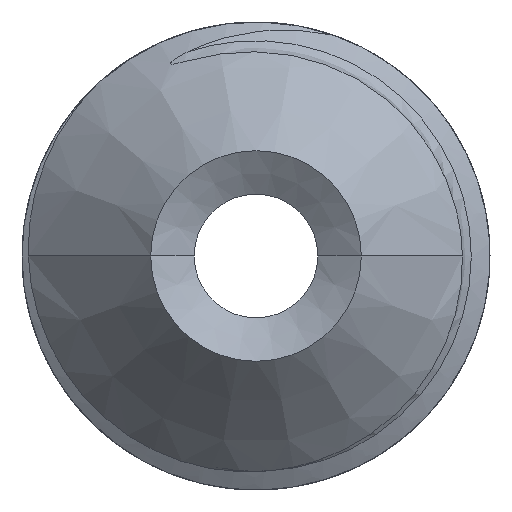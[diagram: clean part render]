
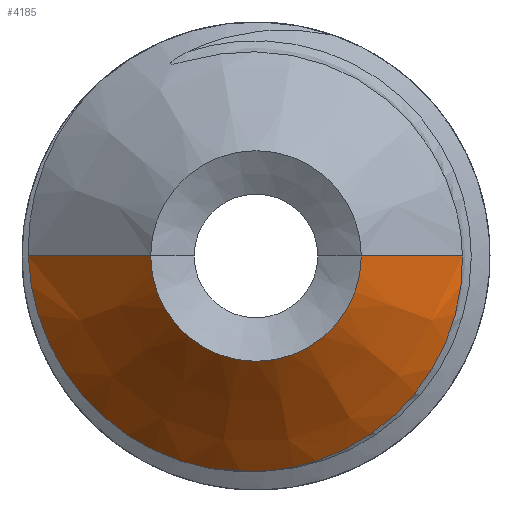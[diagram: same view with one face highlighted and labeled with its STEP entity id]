
A CAD part, left-side view. The second image highlights one B-rep face of the part: STEP entity #4185.
In plain terms, the highlighted conical face has half-angle 45 degrees and reference radius 1.779 mm.
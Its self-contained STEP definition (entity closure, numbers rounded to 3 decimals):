
#1654=CARTESIAN_POINT('',(1.175,-0.153,-2.295));
#1655=CARTESIAN_POINT('',(1.179,-0.038,
-2.307));
#1656=CARTESIAN_POINT('',(1.187,0.195,
-2.313));
#1657=CARTESIAN_POINT('',(1.199,0.542,
-2.269));
#1658=CARTESIAN_POINT('',(1.211,0.874,
-2.176));
#1659=CARTESIAN_POINT('',(1.223,1.194,-2.032));
#1660=CARTESIAN_POINT('',(1.235,1.491,-1.841));
#1661=CARTESIAN_POINT('',(1.247,1.755,-1.609));
#1662=CARTESIAN_POINT('',(1.259,1.98,-1.343));
#1663=CARTESIAN_POINT('',(1.271,2.168,-1.041));
#1664=CARTESIAN_POINT('',(1.283,2.311,
-0.708));
#1665=CARTESIAN_POINT('',(1.295,2.403,
-0.357));
#1666=CARTESIAN_POINT('',(1.303,2.428,
-0.119));
#1667=CARTESIAN_POINT('',(1.307,2.432,0.));
#1766=CARTESIAN_POINT('',(0.,0.,0.));
#1767=DIRECTION('',(-1.,0.,0.));
#1768=DIRECTION('',(0.,1.,0.));
#1769=AXIS2_PLACEMENT_3D('',#1766,#1767,#1768);
#1771=DIRECTION('',(0.707,0.707,0.));
#1772=VECTOR('',#1771,1.849);
#1773=CARTESIAN_POINT('',(0.,1.125,0.));
#1774=LINE('',#1773,#1772);
#1775=DIRECTION('',(0.707,-0.707,0.));
#1776=VECTOR('',#1775,1.528);
#1777=CARTESIAN_POINT('',(0.,-1.125,0.));
#1778=LINE('',#1777,#1776);
#1797=CARTESIAN_POINT('',(1.08,-2.205,
0.));
#1798=CARTESIAN_POINT('',(1.083,-2.208,
-0.111));
#1799=CARTESIAN_POINT('',(1.087,-2.196,
-0.332));
#1800=CARTESIAN_POINT('',(1.095,-2.129,
-0.659));
#1801=CARTESIAN_POINT('',(1.103,-2.013,
-0.974));
#1802=CARTESIAN_POINT('',(1.112,-1.852,
-1.269));
#1803=CARTESIAN_POINT('',(1.121,-1.649,
-1.538));
#1804=CARTESIAN_POINT('',(1.131,-1.402,
-1.778));
#1805=CARTESIAN_POINT('',(1.141,-1.121,
-1.98));
#1806=CARTESIAN_POINT('',(1.152,-0.814,
-2.136));
#1807=CARTESIAN_POINT('',(1.163,-0.491,
-2.243));
#1808=CARTESIAN_POINT('',(1.171,-0.267,
-2.283));
#1809=CARTESIAN_POINT('',(1.175,-0.153,-2.295));
#2154=CARTESIAN_POINT('',(0.,1.125,0.));
#2155=CARTESIAN_POINT('',(1.307,2.432,0.));
#2156=VERTEX_POINT('',#2154);
#2157=VERTEX_POINT('',#2155);
#2158=CARTESIAN_POINT('',(0.,-1.125,0.));
#2159=CARTESIAN_POINT('',(1.08,-2.205,
0.));
#2160=VERTEX_POINT('',#2158);
#2161=VERTEX_POINT('',#2159);
#2209=VERTEX_POINT('',#1809);
#4169=CARTESIAN_POINT('',(0.654,0.,0.));
#4170=DIRECTION('',(1.,0.,0.));
#4171=DIRECTION('',(0.,-1.,0.));
#4172=AXIS2_PLACEMENT_3D('',#4169,#4170,#4171);
#4173=CONICAL_SURFACE('',#4172,1.779,45.);
#4175=ORIENTED_EDGE('',*,*,#4174,.F.);
#4177=ORIENTED_EDGE('',*,*,#4176,.T.);
#4179=ORIENTED_EDGE('',*,*,#4178,.T.);
#4181=ORIENTED_EDGE('',*,*,#4180,.T.);
#4182=ORIENTED_EDGE('',*,*,#4156,.T.);
#4183=EDGE_LOOP('',(#4175,#4177,#4179,#4181,#4182));
#4184=FACE_OUTER_BOUND('',#4183,.F.);
#1668=B_SPLINE_CURVE_WITH_KNOTS('',3,(#1654,#1655,#1656,#1657,#1658,#1659,#1660,
#1661,#1662,#1663,#1664,#1665,#1666,#1667),.UNSPECIFIED.,.F.,.F.,(4,1,1,1,1,1,1,
1,1,1,1,4),(0.,0.091,0.182,0.273,
0.364,0.455,0.545,0.636,
0.727,0.818,0.909,1.),.UNSPECIFIED.);
#1770=CIRCLE('',#1769,1.125);
#1810=B_SPLINE_CURVE_WITH_KNOTS('',3,(#1797,#1798,#1799,#1800,#1801,#1802,#1803,
#1804,#1805,#1806,#1807,#1808,#1809),.UNSPECIFIED.,.F.,.F.,(4,1,1,1,1,1,1,1,1,1,
4),(0.,0.1,0.2,0.3,0.4,0.5,0.6,0.7,0.8,0.9,1.),
.UNSPECIFIED.);
#4156=EDGE_CURVE('',#2209,#2157,#1668,.T.);
#4174=EDGE_CURVE('',#2156,#2157,#1774,.T.);
#4176=EDGE_CURVE('',#2156,#2160,#1770,.T.);
#4178=EDGE_CURVE('',#2160,#2161,#1778,.T.);
#4180=EDGE_CURVE('',#2161,#2209,#1810,.T.);
#4185=ADVANCED_FACE('',(#4184),#4173,.T.);
